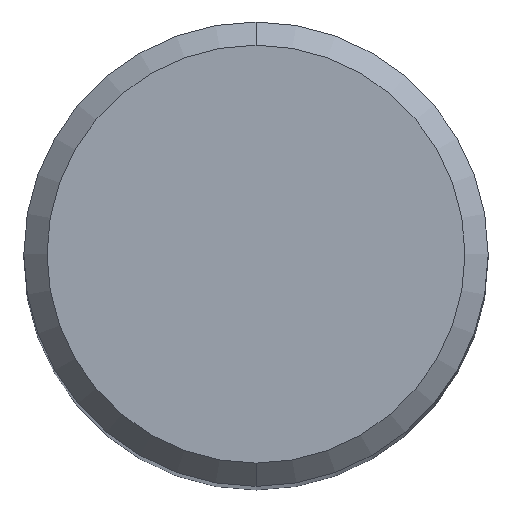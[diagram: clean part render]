
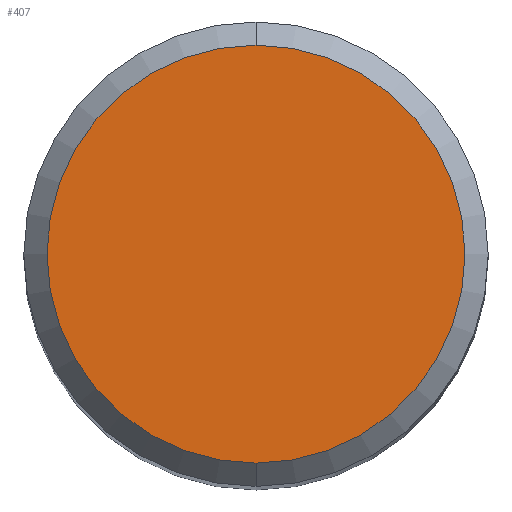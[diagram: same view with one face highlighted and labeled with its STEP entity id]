
A CAD part, top view. The second image highlights one B-rep face of the part: STEP entity #407.
In plain terms, the highlighted planar face has unit normal (0, 0, 1).
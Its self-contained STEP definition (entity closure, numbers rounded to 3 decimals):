
#185=EDGE_CURVE('',#297,#211,#492,.T.);
#211=VERTEX_POINT('',#521);
#297=VERTEX_POINT('',#616);
#377=EDGE_CURVE('',#211,#297,#704,.T.);
#407=ADVANCED_FACE('',(#736),#737,.T.);
#492=CIRCLE('',#827,3.6);
#521=CARTESIAN_POINT('',(0.0,3.6,0.0));
#616=CARTESIAN_POINT('',(0.,-3.6,0.0));
#704=CIRCLE('',#1261,3.6);
#736=FACE_OUTER_BOUND('',#1335,.T.);
#737=PLANE('',#1336);
#827=AXIS2_PLACEMENT_3D('',#1467,#1468,#1469);
#1261=AXIS2_PLACEMENT_3D('',#1695,#1696,#1697);
#1335=EDGE_LOOP('',(#1725,#1726));
#1336=AXIS2_PLACEMENT_3D('',#1727,#1728,#1729);
#1467=CARTESIAN_POINT('',(0.0,0.0,0.0));
#1468=DIRECTION('',(0.0,0.0,-1.0));
#1469=DIRECTION('',(0.0,1.0,0.0));
#1695=CARTESIAN_POINT('',(0.0,0.0,0.0));
#1696=DIRECTION('',(0.0,0.0,-1.0));
#1697=DIRECTION('',(0.0,1.0,0.0));
#1725=ORIENTED_EDGE('',*,*,#377,.F.);
#1726=ORIENTED_EDGE('',*,*,#185,.F.);
#1727=CARTESIAN_POINT('',(0.0,1.8,0.0));
#1728=DIRECTION('',(-0.0,0.0,1.0));
#1729=DIRECTION('',(0.0,-1.0,0.0));
